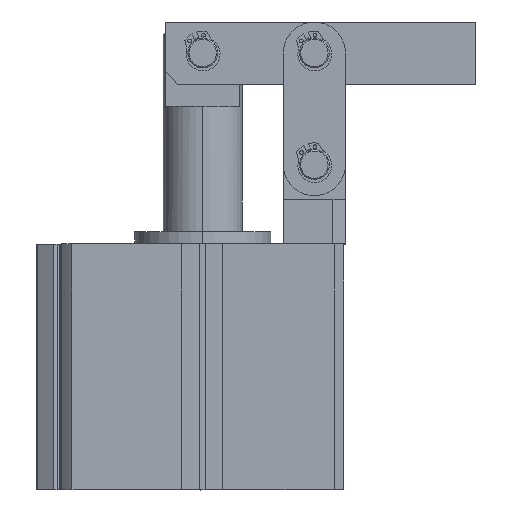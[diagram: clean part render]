
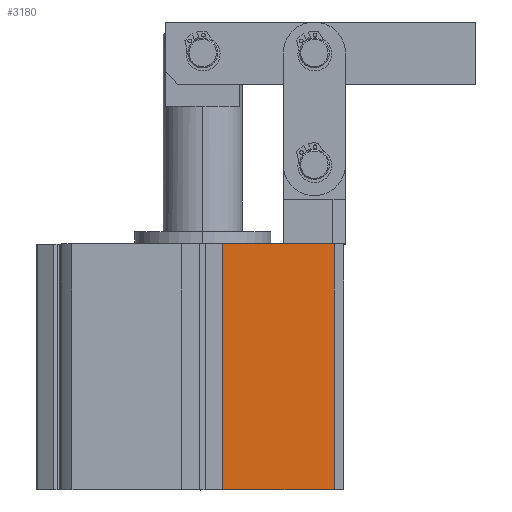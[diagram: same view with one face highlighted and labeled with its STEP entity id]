
A CAD part, top view. The second image highlights one B-rep face of the part: STEP entity #3180.
In plain terms, the highlighted planar face has unit normal (0, 0, 1).
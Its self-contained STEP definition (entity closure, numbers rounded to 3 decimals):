
#549 = CARTESIAN_POINT ( 'NONE',  ( 52.939, 99., 56.805 ) ) ;
#551 = CARTESIAN_POINT ( 'NONE',  ( 8.122, 99., 56.805 ) ) ;
#556 = CARTESIAN_POINT ( 'NONE',  ( 52.939, 0., 56.805 ) ) ;
#558 = CARTESIAN_POINT ( 'NONE',  ( 8.122, 0., 56.805 ) ) ;
#1276 = DIRECTION ( 'NONE',  ( -1., 0., 0. ) ) ;
#1277 = DIRECTION ( 'NONE',  ( 0., 0., -1. ) ) ;
#1279 = PLANE ( 'NONE',  #4875 ) ;
#1304 = CARTESIAN_POINT ( 'NONE',  ( 52.939, 99., 56.805 ) ) ;
#2595 = DIRECTION ( 'NONE',  ( 0., -1., 0. ) ) ;
#2596 = CARTESIAN_POINT ( 'NONE',  ( 8.122, 99., 56.805 ) ) ;
#2598 = DIRECTION ( 'NONE',  ( 1., 0., 0. ) ) ;
#2600 = CARTESIAN_POINT ( 'NONE',  ( 52.939, 0., 56.805 ) ) ;
#2601 = DIRECTION ( 'NONE',  ( 0., -1., 0. ) ) ;
#2602 = CARTESIAN_POINT ( 'NONE',  ( 52.939, 99., 56.805 ) ) ;
#2603 = DIRECTION ( 'NONE',  ( 1., 0., 0. ) ) ;
#2617 = CARTESIAN_POINT ( 'NONE',  ( 52.939, 99., 56.805 ) ) ;
#3180 = ADVANCED_FACE ( 'NONE', ( #8508 ), #1279, .F. ) ;
#3378 = EDGE_LOOP ( 'NONE', ( #6955, #6956, #6957, #6958 ) ) ;
#4293 = EDGE_CURVE ( 'NONE', #8199, #8197, #5566, .T. ) ;
#4294 = EDGE_CURVE ( 'NONE', #8197, #8204, #5574, .T. ) ;
#4295 = EDGE_CURVE ( 'NONE', #8206, #8204, #5576, .T. ) ;
#4297 = EDGE_CURVE ( 'NONE', #8199, #8206, #5580, .T. ) ;
#4875 = AXIS2_PLACEMENT_3D ( 'NONE', #1304, #1277, #1276 ) ;
#5566 = LINE ( 'NONE', #2617, #5575 ) ;
#5574 = LINE ( 'NONE', #2602, #5577 ) ;
#5575 = VECTOR ( 'NONE', #2603, 1000. ) ;
#5576 = LINE ( 'NONE', #2600, #5579 ) ;
#5577 = VECTOR ( 'NONE', #2601, 1000. ) ;
#5579 = VECTOR ( 'NONE', #2598, 1000. ) ;
#5580 = LINE ( 'NONE', #2596, #5583 ) ;
#5583 = VECTOR ( 'NONE', #2595, 1000. ) ;
#6955 = ORIENTED_EDGE ( 'NONE', *, *, #4295, .T. ) ;
#6956 = ORIENTED_EDGE ( 'NONE', *, *, #4294, .F. ) ;
#6957 = ORIENTED_EDGE ( 'NONE', *, *, #4293, .F. ) ;
#6958 = ORIENTED_EDGE ( 'NONE', *, *, #4297, .T. ) ;
#8197 = VERTEX_POINT ( 'NONE', #549 ) ;
#8199 = VERTEX_POINT ( 'NONE', #551 ) ;
#8204 = VERTEX_POINT ( 'NONE', #556 ) ;
#8206 = VERTEX_POINT ( 'NONE', #558 ) ;
#8508 = FACE_OUTER_BOUND ( 'NONE', #3378, .T. ) ;
